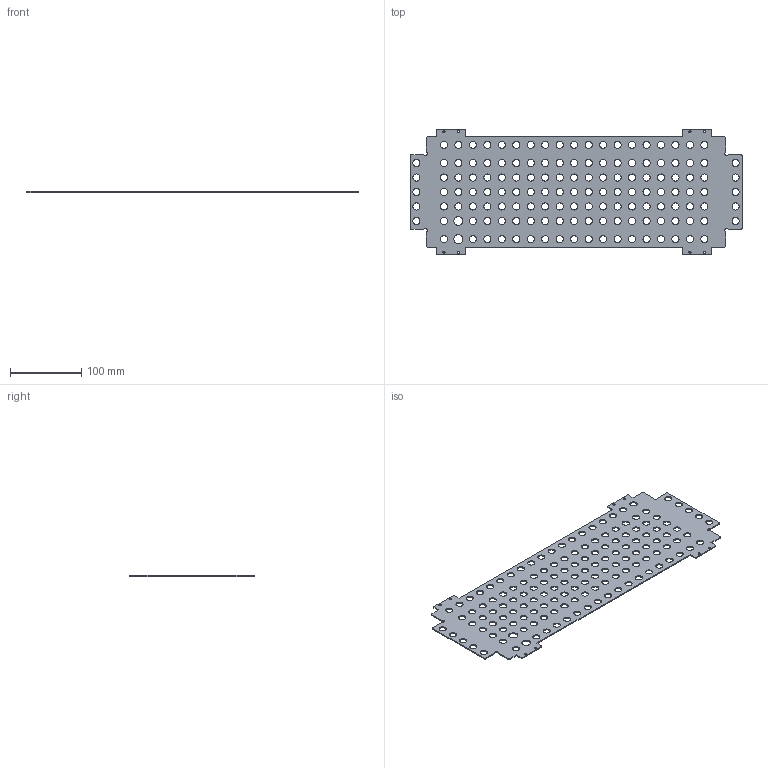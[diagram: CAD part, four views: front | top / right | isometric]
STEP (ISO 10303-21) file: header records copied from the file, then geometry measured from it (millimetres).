
FILE_DESCRIPTION(('FreeCAD Model'),'2;1');
FILE_NAME('Open CASCADE Shape Model','2024-01-07T01:03:09',(''),(''), 'Open CASCADE STEP processor 7.7','FreeCAD','Unknown');
FILE_SCHEMA(('AUTOMOTIVE_DESIGN { 1 0 10303 214 1 1 1 1 }'));
Length unit declared in the file: millimetre
Products named in the file (1): Unfold
Bounding box: 466.19 x 175.25 x 1.5 mm (x, y, z)
Volume: 90006.7 mm3; surface area: 128879.3 mm2
Topology: 1 solids, 1 shells, 219 faces, 651 edges, 434 vertices
Faces by surface type: cylinder 179, plane 30, bspline 10
Full cylindrical faces by diameter (mm): 3.1 x8, 10 x141, 12.7 x2
Entity records: 10260 total; most frequent: CARTESIAN_POINT 3484, DIRECTION 1399, ORIENTED_EDGE 1302, EDGE_CURVE 651, AXIS2_PLACEMENT_3D 568, FACE_BOUND 521, EDGE_LOOP 521, VERTEX_POINT 434
